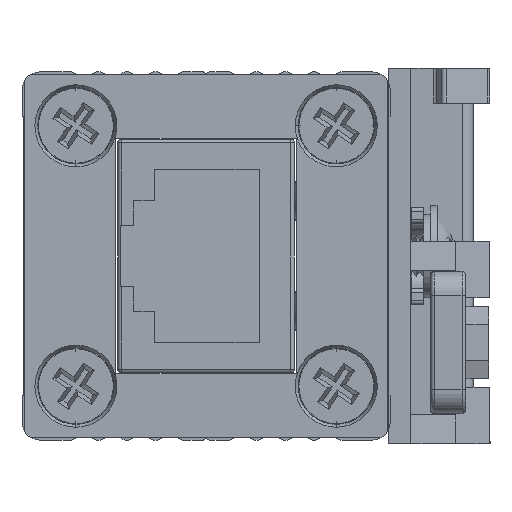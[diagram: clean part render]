
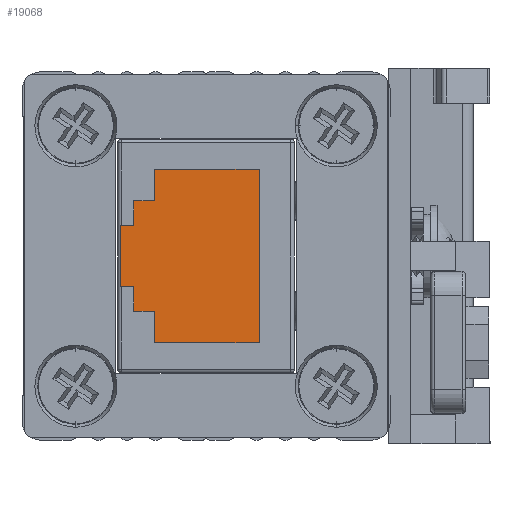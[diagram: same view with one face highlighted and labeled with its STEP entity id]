
A CAD part, left-side view. The second image highlights one B-rep face of the part: STEP entity #19068.
In plain terms, the highlighted face is planar.
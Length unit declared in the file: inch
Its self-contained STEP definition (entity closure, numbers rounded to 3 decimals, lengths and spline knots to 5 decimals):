
#200 = DIRECTION ( 'NONE',  ( 0., -1., 0. ) ) ;
#363 = VECTOR ( 'NONE', #6581, 39.37008 ) ;
#435 = DIRECTION ( 'NONE',  ( 0., 0., -1. ) ) ;
#660 = LINE ( 'NONE', #19920, #11640 ) ;
#679 = DIRECTION ( 'NONE',  ( 0., 0., 1. ) ) ;
#742 = EDGE_CURVE ( 'NONE', #827, #5004, #5350, .T. ) ;
#744 = DIRECTION ( 'NONE',  ( 0., 1., 0. ) ) ;
#812 = ORIENTED_EDGE ( 'NONE', *, *, #15360, .T. ) ;
#827 = VERTEX_POINT ( 'NONE', #7130 ) ;
#1147 = CARTESIAN_POINT ( 'NONE',  ( -0.412, -0.23242, -0.083 ) ) ;
#1665 = CARTESIAN_POINT ( 'NONE',  ( -0.412, -0.197, 0.083 ) ) ;
#1733 = VECTOR ( 'NONE', #679, 39.37008 ) ;
#2120 = DIRECTION ( 'NONE',  ( 0., 0., -1. ) ) ;
#3036 = LINE ( 'NONE', #21103, #18983 ) ;
#3037 = DIRECTION ( 'NONE',  ( 0., 0., -1. ) ) ;
#3600 = LINE ( 'NONE', #18309, #16216 ) ;
#4162 = VECTOR ( 'NONE', #9178, 39.37008 ) ;
#4190 = CARTESIAN_POINT ( 'NONE',  ( -0.412, 0.144, -0.2355 ) ) ;
#4478 = ORIENTED_EDGE ( 'NONE', *, *, #4572, .T. ) ;
#4572 = EDGE_CURVE ( 'NONE', #18098, #19342, #4692, .T. ) ;
#4692 = LINE ( 'NONE', #12401, #12252 ) ;
#4914 = LINE ( 'NONE', #5515, #1733 ) ;
#5004 = VERTEX_POINT ( 'NONE', #16788 ) ;
#5350 = LINE ( 'NONE', #1665, #363 ) ;
#5515 = CARTESIAN_POINT ( 'NONE',  ( -0.412, 0.144, -0.2355 ) ) ;
#5603 = ORIENTED_EDGE ( 'NONE', *, *, #17036, .T. ) ;
#6029 = VERTEX_POINT ( 'NONE', #6747 ) ;
#6142 = DIRECTION ( 'NONE',  ( 0., -1., 0. ) ) ;
#6446 = EDGE_CURVE ( 'NONE', #8446, #12615, #20688, .T. ) ;
#6581 = DIRECTION ( 'NONE',  ( 0., -1., 0. ) ) ;
#6747 = CARTESIAN_POINT ( 'NONE',  ( -0.412, 0.144, 0.2355 ) ) ;
#7104 = DIRECTION ( 'NONE',  ( 1., 0., 0. ) ) ;
#7130 = CARTESIAN_POINT ( 'NONE',  ( -0.412, -0.197, 0.083 ) ) ;
#7155 = CARTESIAN_POINT ( 'NONE',  ( -0.412, -0.197, -0.15 ) ) ;
#7245 = ORIENTED_EDGE ( 'NONE', *, *, #16135, .T. ) ;
#7920 = CARTESIAN_POINT ( 'NONE',  ( -0.412, -0.197, 0.083 ) ) ;
#8446 = VERTEX_POINT ( 'NONE', #7155 ) ;
#8559 = CARTESIAN_POINT ( 'NONE',  ( -0.412, -0.14, -0.2355 ) ) ;
#8811 = LINE ( 'NONE', #7920, #16171 ) ;
#8820 = VERTEX_POINT ( 'NONE', #16453 ) ;
#9178 = DIRECTION ( 'NONE',  ( 0., 0., -1. ) ) ;
#9405 = VECTOR ( 'NONE', #200, 39.37008 ) ;
#9858 = ORIENTED_EDGE ( 'NONE', *, *, #742, .T. ) ;
#9954 = VERTEX_POINT ( 'NONE', #10290 ) ;
#10054 = LINE ( 'NONE', #4190, #12691 ) ;
#10290 = CARTESIAN_POINT ( 'NONE',  ( -0.412, -0.197, -0.083 ) ) ;
#10406 = EDGE_LOOP ( 'NONE', ( #5603, #17819, #12830, #17317, #4478, #7245, #812, #9858, #21155, #14191, #16069, #16798 ) ) ;
#11080 = CARTESIAN_POINT ( 'NONE',  ( -0.412, -0.14, -0.15 ) ) ;
#11161 = FACE_OUTER_BOUND ( 'NONE', #10406, .T. ) ;
#11187 = VERTEX_POINT ( 'NONE', #1147 ) ;
#11242 = EDGE_CURVE ( 'NONE', #11187, #9954, #660, .T. ) ;
#11599 = VECTOR ( 'NONE', #435, 39.37008 ) ;
#11640 = VECTOR ( 'NONE', #18174, 39.37008 ) ;
#11881 = CARTESIAN_POINT ( 'NONE',  ( -0.412, -0.14, 0.2355 ) ) ;
#12252 = VECTOR ( 'NONE', #14090, 39.37008 ) ;
#12401 = CARTESIAN_POINT ( 'NONE',  ( -0.412, -0.14, 0.15 ) ) ;
#12615 = VERTEX_POINT ( 'NONE', #11080 ) ;
#12691 = VECTOR ( 'NONE', #17426, 39.37008 ) ;
#12748 = DIRECTION ( 'NONE',  ( 0., 0., -1. ) ) ;
#12830 = ORIENTED_EDGE ( 'NONE', *, *, #18977, .T. ) ;
#12897 = CARTESIAN_POINT ( 'NONE',  ( -0.412, -0.14, 0.15 ) ) ;
#13448 = LINE ( 'NONE', #8559, #11599 ) ;
#14013 = CARTESIAN_POINT ( 'NONE',  ( -0.412, -0.197, -0.15 ) ) ;
#14090 = DIRECTION ( 'NONE',  ( 0., 0., -1. ) ) ;
#14191 = ORIENTED_EDGE ( 'NONE', *, *, #11242, .T. ) ;
#14809 = EDGE_CURVE ( 'NONE', #5004, #11187, #3600, .T. ) ;
#15360 = EDGE_CURVE ( 'NONE', #18856, #827, #8811, .T. ) ;
#15684 = PLANE ( 'NONE',  #19559 ) ;
#16069 = ORIENTED_EDGE ( 'NONE', *, *, #18142, .T. ) ;
#16135 = EDGE_CURVE ( 'NONE', #19342, #18856, #3036, .T. ) ;
#16171 = VECTOR ( 'NONE', #12748, 39.37008 ) ;
#16216 = VECTOR ( 'NONE', #3037, 39.37008 ) ;
#16231 = LINE ( 'NONE', #16885, #9405 ) ;
#16453 = CARTESIAN_POINT ( 'NONE',  ( -0.412, -0.14, -0.2355 ) ) ;
#16788 = CARTESIAN_POINT ( 'NONE',  ( -0.412, -0.23242, 0.083 ) ) ;
#16798 = ORIENTED_EDGE ( 'NONE', *, *, #6446, .T. ) ;
#16885 = CARTESIAN_POINT ( 'NONE',  ( -0.412, 0.144, 0.2355 ) ) ;
#16918 = CARTESIAN_POINT ( 'NONE',  ( -0.412, -0.197, 0.15 ) ) ;
#17036 = EDGE_CURVE ( 'NONE', #12615, #8820, #13448, .T. ) ;
#17314 = VECTOR ( 'NONE', #744, 39.37008 ) ;
#17317 = ORIENTED_EDGE ( 'NONE', *, *, #17603, .T. ) ;
#17423 = CARTESIAN_POINT ( 'NONE',  ( -0.412, -0.14, -0.15 ) ) ;
#17426 = DIRECTION ( 'NONE',  ( 0., 1., 0. ) ) ;
#17507 = LINE ( 'NONE', #14013, #4162 ) ;
#17603 = EDGE_CURVE ( 'NONE', #6029, #18098, #16231, .T. ) ;
#17819 = ORIENTED_EDGE ( 'NONE', *, *, #21141, .T. ) ;
#18098 = VERTEX_POINT ( 'NONE', #11881 ) ;
#18142 = EDGE_CURVE ( 'NONE', #9954, #8446, #17507, .T. ) ;
#18174 = DIRECTION ( 'NONE',  ( 0., 1., 0. ) ) ;
#18205 = CARTESIAN_POINT ( 'NONE',  ( -0.412, 0.144, -0.2355 ) ) ;
#18309 = CARTESIAN_POINT ( 'NONE',  ( -0.412, -0.23242, 0.083 ) ) ;
#18856 = VERTEX_POINT ( 'NONE', #16918 ) ;
#18948 = CARTESIAN_POINT ( 'NONE',  ( -0.412, 0., 0. ) ) ;
#18977 = EDGE_CURVE ( 'NONE', #19967, #6029, #4914, .T. ) ;
#18983 = VECTOR ( 'NONE', #6142, 39.37008 ) ;
#19068 = ADVANCED_FACE ( 'NONE', ( #11161 ), #15684, .T. ) ;
#19342 = VERTEX_POINT ( 'NONE', #12897 ) ;
#19559 = AXIS2_PLACEMENT_3D ( 'NONE', #18948, #7104, #2120 ) ;
#19920 = CARTESIAN_POINT ( 'NONE',  ( -0.412, -0.197, -0.083 ) ) ;
#19967 = VERTEX_POINT ( 'NONE', #18205 ) ;
#20688 = LINE ( 'NONE', #17423, #17314 ) ;
#21103 = CARTESIAN_POINT ( 'NONE',  ( -0.412, -0.14, 0.15 ) ) ;
#21141 = EDGE_CURVE ( 'NONE', #8820, #19967, #10054, .T. ) ;
#21155 = ORIENTED_EDGE ( 'NONE', *, *, #14809, .T. ) ;
